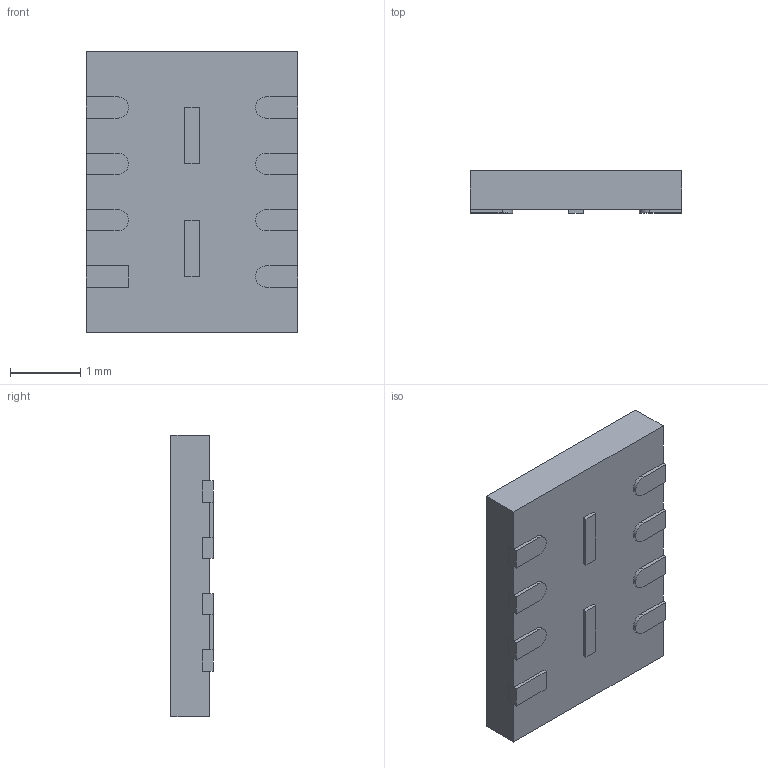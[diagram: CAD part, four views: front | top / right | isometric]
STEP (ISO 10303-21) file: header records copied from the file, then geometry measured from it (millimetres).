
FILE_DESCRIPTION (( 'STEP AP214' ), '1' );
FILE_NAME ('AT25QL321-MBUE-T.STEP', '2020-12-21T13:28:33', ( '' ), ( '' ), 'SwSTEP 2.0', 'SolidWorks 2017', '' );
FILE_SCHEMA (( 'AUTOMOTIVE_DESIGN' ));
Length unit declared in the file: millimetre
Products named in the file (1): AT25QL321-MBUE-T
Bounding box: 3 x 0.6 x 4 mm (x, y, z)
Volume: 6.7 mm3; surface area: 39 mm2
Topology: 11 solids, 11 shells, 108 faces, 252 edges, 168 vertices
Faces by surface type: plane 94, cylinder 14
Entity records: 3168 total; most frequent: CARTESIAN_POINT 529, ORIENTED_EDGE 504, DIRECTION 498, EDGE_CURVE 252, LINE 224, VECTOR 224, VERTEX_POINT 168, AXIS2_PLACEMENT_3D 137
